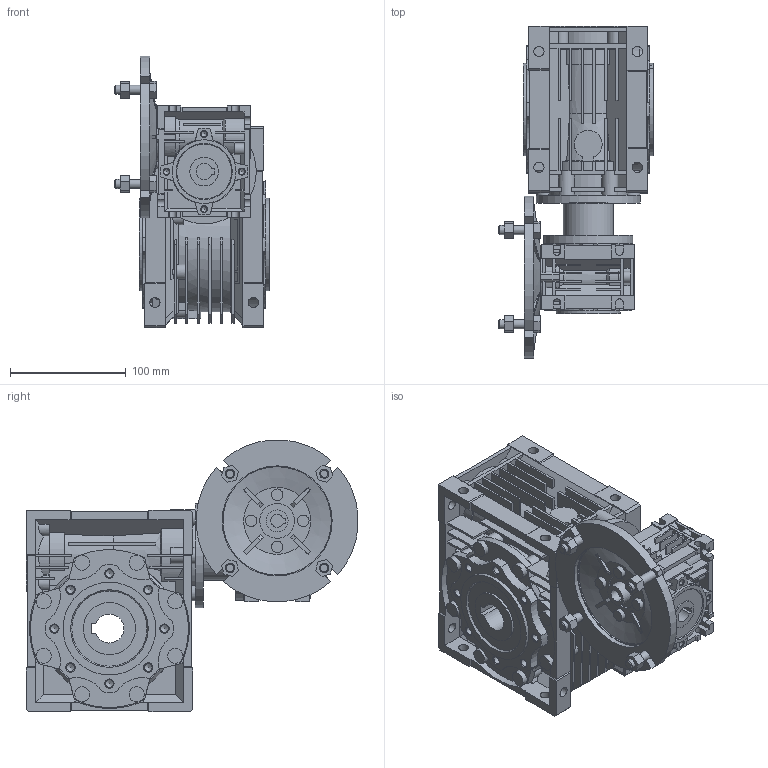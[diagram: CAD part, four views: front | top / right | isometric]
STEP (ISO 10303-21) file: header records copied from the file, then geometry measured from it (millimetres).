
FILE_DESCRIPTION(('STEP AP203'), '1');
FILE_NAME('DRV 030-063 (AS2)BS2', '', ('UNSPECIFIED'), ('UNSPECIFIED'), 'ASCON STEP Converter 1.3', 'ASCON Math Kernel', '');
FILE_SCHEMA(('CONFIG_CONTROL_DESIGN'));
Length unit declared in the file: millimetre
Products named in the file (11): _Gear unit 63; _063-25 (112); _VB 075-24 (24); HI_Gear unit 30; HI_030-14 (63); 8; 9
Assembly tree (10 placements, depth 3):
  (unnamed)
    (unnamed)
      _Gear unit 63
      _063-25 (112)
      _VB 075-24 (24)
    (unnamed)
    (unnamed)
      HI_Gear unit 30
      HI_030-14 (63)
      8
      9
Bounding box: 133 x 286.57 x 234.77 mm (x, y, z)
Volume: 2256246.9 mm3; surface area: 478540.2 mm2
Topology: 8 solids, 17 shells, 1771 faces, 4820 edges, 3156 vertices
Faces by surface type: plane 1285, cylinder 360, cone 124, torus 2
Full cylindrical faces by diameter (mm): 4.65 x3, 4.917 x8, 6.647 x16, 7.56 x4, 8 x8, 8.78 x14, 10 x4, 13 x8, 15.741 x1, 19 x2, 24.8 x2, 30 x2, 34 x1, 36 x1, 37 x2, 38 x1, 40 x1, 43 x1, 45 x2, 52 x1, 53 x1, 55 x4, 59 x1, 62 x2, 77 x1, 80 x1, 90 x1, 93.5 x1, 95 x1, 110 x1
Entity records: 73143 total; most frequent: CARTESIAN_POINT 14169, ORIENTED_EDGE 9276, DIRECTION 8898, EDGE_CURVE 4638, LINE 3274, VECTOR 3274, VERTEX_POINT 3142, AXIS2_PLACEMENT_3D 2812
